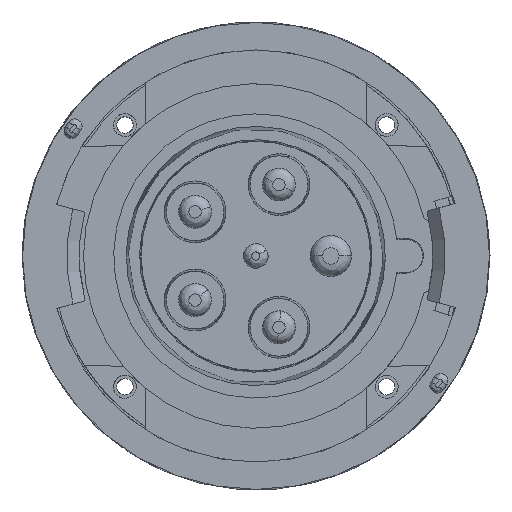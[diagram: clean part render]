
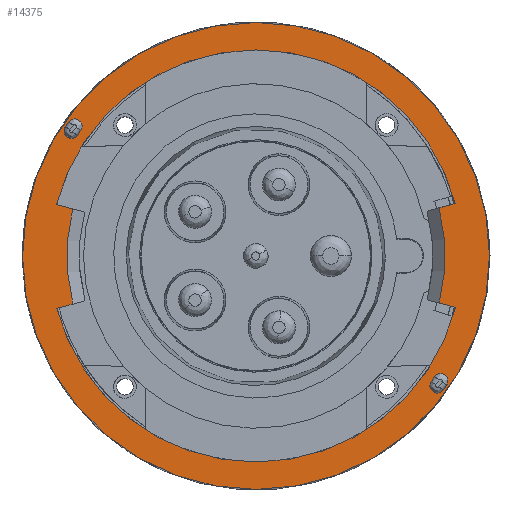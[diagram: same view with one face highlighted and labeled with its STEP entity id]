
A CAD part, front view. The second image highlights one B-rep face of the part: STEP entity #14375.
In plain terms, the highlighted planar face has unit normal (0, -1, 0).
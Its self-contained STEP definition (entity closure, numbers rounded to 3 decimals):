
#1511=DIRECTION('',(0.965,0.,0.262));
#1512=VECTOR('',#1511,4.1);
#1513=CARTESIAN_POINT('',(-48.394,38.306,
-12.773));
#1514=LINE('',#1513,#1512);
#1515=CARTESIAN_POINT('',(0.051,38.306,
0.));
#1516=DIRECTION('',(0.,1.,0.));
#1517=DIRECTION('',(1.,0.,0.003));
#1518=AXIS2_PLACEMENT_3D('',#1515,#1516,#1517);
#1520=CARTESIAN_POINT('',(0.051,38.306,
0.));
#1521=DIRECTION('',(0.,1.,0.));
#1522=DIRECTION('',(-1.,0.,-0.003));
#1523=AXIS2_PLACEMENT_3D('',#1520,#1521,#1522);
#1525=CARTESIAN_POINT('',(0.051,38.306,0.));
#1526=DIRECTION('',(0.,1.,0.));
#1527=DIRECTION('',(0.968,0.,-0.25));
#1528=AXIS2_PLACEMENT_3D('',#1525,#1526,#1527);
#1530=DIRECTION('',(-0.967,0.,0.256));
#1531=VECTOR('',#1530,4.1);
#1532=CARTESIAN_POINT('',(48.566,38.306,-12.502));
#1533=LINE('',#1532,#1531);
#1534=CARTESIAN_POINT('',(0.051,38.306,0.));
#1535=DIRECTION('',(0.,1.,0.));
#1536=DIRECTION('',(-0.968,0.,0.25));
#1537=AXIS2_PLACEMENT_3D('',#1534,#1535,#1536);
#1539=DIRECTION('',(0.967,0.,-0.256));
#1540=VECTOR('',#1539,4.1);
#1541=CARTESIAN_POINT('',(-48.464,38.306,12.502));
#1542=LINE('',#1541,#1540);
#1543=DIRECTION('',(0.571,0.,0.821));
#1544=VECTOR('',#1543,1.4);
#1545=CARTESIAN_POINT('',(-43.353,38.306,29.358));
#1546=LINE('',#1545,#1544);
#1547=CARTESIAN_POINT('',(-44.03,38.306,31.536));
#1548=DIRECTION('',(0.,-1.,0.));
#1549=DIRECTION('',(0.821,0.,-0.571));
#1550=AXIS2_PLACEMENT_3D('',#1547,#1548,#1549);
#1552=DIRECTION('',(-0.571,0.,-0.821));
#1553=VECTOR('',#1552,1.4);
#1554=CARTESIAN_POINT('',(-45.508,38.306,32.564));
#1555=LINE('',#1554,#1553);
#1556=DIRECTION('',(-0.571,0.,-0.821));
#1557=VECTOR('',#1556,1.4);
#1558=CARTESIAN_POINT('',(43.454,38.306,-29.358));
#1559=LINE('',#1558,#1557);
#1560=CARTESIAN_POINT('',(44.132,38.306,-31.536));
#1561=DIRECTION('',(0.,-1.,0.));
#1562=DIRECTION('',(-0.821,0.,0.571));
#1563=AXIS2_PLACEMENT_3D('',#1560,#1561,#1562);
#1565=DIRECTION('',(0.571,0.,0.821));
#1566=VECTOR('',#1565,1.4);
#1567=CARTESIAN_POINT('',(45.609,38.306,-32.564));
#1568=LINE('',#1567,#1566);
#3835=DIRECTION('',(-0.965,0.,-0.262));
#3836=VECTOR('',#3835,4.1);
#3837=CARTESIAN_POINT('',(48.495,38.306,12.773));
#3838=LINE('',#3837,#3836);
#3839=CARTESIAN_POINT('',(0.051,38.306,0.));
#3840=DIRECTION('',(0.,1.,0.));
#3841=DIRECTION('',(0.967,0.,0.254));
#3842=AXIS2_PLACEMENT_3D('',#3839,#3840,#3841);
#3844=CARTESIAN_POINT('',(44.602,38.306,-11.452));
#3856=CARTESIAN_POINT('',(44.538,38.306,11.701));
#3888=CARTESIAN_POINT('',(-44.436,38.306,
-11.701));
#3890=CARTESIAN_POINT('',(0.051,38.306,0.));
#3891=DIRECTION('',(0.,1.,0.));
#3892=DIRECTION('',(-0.967,0.,-0.254));
#3893=AXIS2_PLACEMENT_3D('',#3890,#3891,#3892);
#3895=CARTESIAN_POINT('',(-44.501,38.306,11.452));
#3919=CARTESIAN_POINT('',(-44.83,38.306,30.387));
#3920=DIRECTION('',(0.,1.,0.));
#3921=DIRECTION('',(0.821,0.,-0.571));
#3922=AXIS2_PLACEMENT_3D('',#3919,#3920,#3921);
#4001=CARTESIAN_POINT('',(44.931,38.306,-30.387));
#4002=DIRECTION('',(0.,1.,0.));
#4003=DIRECTION('',(-0.821,0.,0.571));
#4004=AXIS2_PLACEMENT_3D('',#4001,#4002,#4003);
#11821=CARTESIAN_POINT('',(45.609,38.306,
-32.564));
#11822=CARTESIAN_POINT('',(46.409,38.306,
-31.415));
#11823=VERTEX_POINT('',#11821);
#11824=VERTEX_POINT('',#11822);
#11825=CARTESIAN_POINT('',(43.454,38.306,
-29.358));
#11826=VERTEX_POINT('',#11825);
#11827=CARTESIAN_POINT('',(42.654,38.306,
-30.507));
#11828=VERTEX_POINT('',#11827);
#11829=CARTESIAN_POINT('',(-45.508,38.306,
32.564));
#11830=CARTESIAN_POINT('',(-46.308,38.306,
31.415));
#11831=VERTEX_POINT('',#11829);
#11832=VERTEX_POINT('',#11830);
#11833=CARTESIAN_POINT('',(-43.353,38.306,
29.358));
#11834=VERTEX_POINT('',#11833);
#11835=CARTESIAN_POINT('',(-42.553,38.306,
30.507));
#11836=VERTEX_POINT('',#11835);
#11837=CARTESIAN_POINT('',(-56.727,38.306,
-0.158));
#11838=CARTESIAN_POINT('',(56.828,38.306,
0.158));
#11839=VERTEX_POINT('',#11837);
#11840=VERTEX_POINT('',#11838);
#11848=VERTEX_POINT('',#3888);
#11849=VERTEX_POINT('',#3895);
#11857=CARTESIAN_POINT('',(-48.394,38.306,
-12.773));
#11858=VERTEX_POINT('',#11857);
#11859=CARTESIAN_POINT('',(-48.464,38.306,
12.502));
#11860=VERTEX_POINT('',#11859);
#11866=VERTEX_POINT('',#3844);
#11869=VERTEX_POINT('',#3856);
#11874=CARTESIAN_POINT('',(48.495,38.306,12.773));
#11875=VERTEX_POINT('',#11874);
#11876=CARTESIAN_POINT('',(48.566,38.306,
-12.502));
#11877=VERTEX_POINT('',#11876);
#14330=CARTESIAN_POINT('',(57.294,38.306,
0.16));
#14331=DIRECTION('',(0.,1.,0.));
#14332=DIRECTION('',(0.003,0.,-1.));
#14333=AXIS2_PLACEMENT_3D('',#14330,#14331,#14332);
#14334=PLANE('',#14333);
#14336=ORIENTED_EDGE('',*,*,#14335,.T.);
#14338=ORIENTED_EDGE('',*,*,#14337,.T.);
#14339=EDGE_LOOP('',(#14336,#14338));
#14340=FACE_OUTER_BOUND('',#14339,.F.);
#14341=ORIENTED_EDGE('',*,*,#13705,.F.);
#14343=ORIENTED_EDGE('',*,*,#14342,.T.);
#14345=ORIENTED_EDGE('',*,*,#14344,.F.);
#14347=ORIENTED_EDGE('',*,*,#14346,.F.);
#14348=ORIENTED_EDGE('',*,*,#14015,.F.);
#14349=ORIENTED_EDGE('',*,*,#14281,.T.);
#14351=ORIENTED_EDGE('',*,*,#14350,.F.);
#14352=ORIENTED_EDGE('',*,*,#14321,.F.);
#14353=EDGE_LOOP('',(#14341,#14343,#14345,#14347,#14348,#14349,#14351,#14352));
#14354=FACE_BOUND('',#14353,.F.);
#14356=ORIENTED_EDGE('',*,*,#14355,.T.);
#14358=ORIENTED_EDGE('',*,*,#14357,.T.);
#14360=ORIENTED_EDGE('',*,*,#14359,.T.);
#14362=ORIENTED_EDGE('',*,*,#14361,.F.);
#14363=EDGE_LOOP('',(#14356,#14358,#14360,#14362));
#14364=FACE_BOUND('',#14363,.F.);
#14366=ORIENTED_EDGE('',*,*,#14365,.T.);
#14368=ORIENTED_EDGE('',*,*,#14367,.T.);
#14370=ORIENTED_EDGE('',*,*,#14369,.T.);
#14372=ORIENTED_EDGE('',*,*,#14371,.F.);
#14373=EDGE_LOOP('',(#14366,#14368,#14370,#14372));
#14374=FACE_BOUND('',#14373,.F.);
#14375=ADVANCED_FACE('',(#14340,#14354,#14364,#14374),#14334,.F.);
#1519=CIRCLE('',#1518,56.777);
#1524=CIRCLE('',#1523,56.777);
#1529=CIRCLE('',#1528,50.1);
#1538=CIRCLE('',#1537,50.1);
#1551=CIRCLE('',#1550,1.8);
#1564=CIRCLE('',#1563,1.8);
#3843=CIRCLE('',#3842,46.);
#3894=CIRCLE('',#3893,46.);
#3923=CIRCLE('',#3922,1.8);
#4005=CIRCLE('',#4004,1.8);
#13705=EDGE_CURVE('',#11877,#11858,#1529,.T.);
#14015=EDGE_CURVE('',#11860,#11875,#1538,.T.);
#14281=EDGE_CURVE('',#11860,#11849,#1542,.T.);
#14321=EDGE_CURVE('',#11858,#11848,#1514,.T.);
#14335=EDGE_CURVE('',#11840,#11839,#1519,.T.);
#14337=EDGE_CURVE('',#11839,#11840,#1524,.T.);
#14342=EDGE_CURVE('',#11877,#11866,#1533,.T.);
#14344=EDGE_CURVE('',#11869,#11866,#3843,.T.);
#14346=EDGE_CURVE('',#11875,#11869,#3838,.T.);
#14350=EDGE_CURVE('',#11848,#11849,#3894,.T.);
#14355=EDGE_CURVE('',#11834,#11836,#1546,.T.);
#14357=EDGE_CURVE('',#11836,#11831,#1551,.T.);
#14359=EDGE_CURVE('',#11831,#11832,#1555,.T.);
#14361=EDGE_CURVE('',#11834,#11832,#3923,.T.);
#14365=EDGE_CURVE('',#11826,#11828,#1559,.T.);
#14367=EDGE_CURVE('',#11828,#11823,#1564,.T.);
#14369=EDGE_CURVE('',#11823,#11824,#1568,.T.);
#14371=EDGE_CURVE('',#11826,#11824,#4005,.T.);
